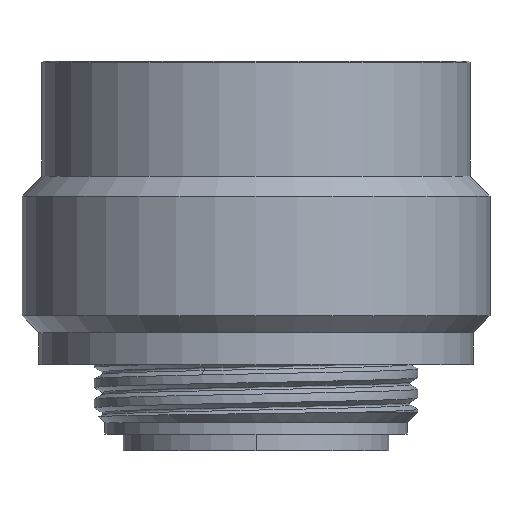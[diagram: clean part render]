
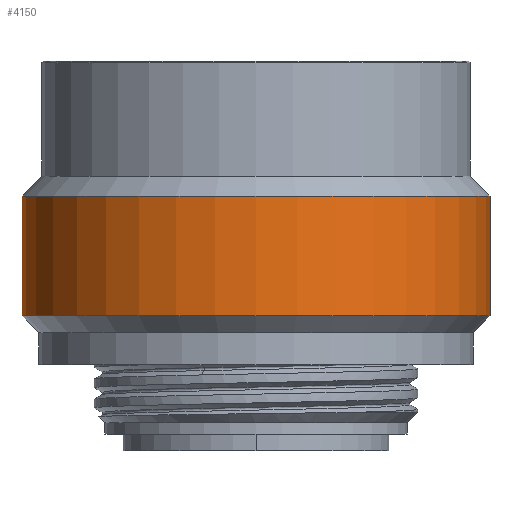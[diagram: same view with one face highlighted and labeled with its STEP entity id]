
A CAD part, front view. The second image highlights one B-rep face of the part: STEP entity #4150.
In plain terms, the highlighted cylindrical face has radius 14.65 mm (diameter 29.3 mm), a partial arc.
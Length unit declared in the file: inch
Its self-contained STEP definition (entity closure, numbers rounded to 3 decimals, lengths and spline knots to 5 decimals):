
#580=DIRECTION('',(0.,0.,-1.));
#581=VECTOR('',#580,0.29528);
#582=CARTESIAN_POINT('',(0.57677,0.,0.06299));
#583=LINE('',#582,#581);
#584=DIRECTION('',(0.,0.,-1.));
#585=VECTOR('',#584,0.29528);
#586=CARTESIAN_POINT('',(-0.57677,0.,0.06299));
#587=LINE('',#586,#585);
#588=CARTESIAN_POINT('',(0.,0.,0.06299));
#589=DIRECTION('',(0.,0.,-1.));
#590=DIRECTION('',(1.,0.,0.));
#591=AXIS2_PLACEMENT_3D('',#588,#589,#590);
#611=CARTESIAN_POINT('',(0.,0.,-0.23228));
#612=DIRECTION('',(0.,0.,-1.));
#613=DIRECTION('',(1.,0.,0.));
#614=AXIS2_PLACEMENT_3D('',#611,#612,#613);
#3014=CARTESIAN_POINT('',(0.57677,0.,0.06299));
#3016=VERTEX_POINT('',#3014);
#3017=CARTESIAN_POINT('',(0.57677,0.,-0.23228));
#3018=VERTEX_POINT('',#3017);
#3020=CARTESIAN_POINT('',(-0.57677,0.,0.06299));
#3022=VERTEX_POINT('',#3020);
#3023=CARTESIAN_POINT('',(-0.57677,0.,-0.23228));
#3024=VERTEX_POINT('',#3023);
#4136=CARTESIAN_POINT('',(0.,0.,-0.39327));
#4137=DIRECTION('',(0.,0.,1.));
#4138=DIRECTION('',(-1.,0.,0.));
#4139=AXIS2_PLACEMENT_3D('',#4136,#4137,#4138);
#4140=CYLINDRICAL_SURFACE('',#4139,0.57677);
#4142=ORIENTED_EDGE('',*,*,#4141,.T.);
#4144=ORIENTED_EDGE('',*,*,#4143,.T.);
#4146=ORIENTED_EDGE('',*,*,#4145,.F.);
#4147=ORIENTED_EDGE('',*,*,#4129,.F.);
#4148=EDGE_LOOP('',(#4142,#4144,#4146,#4147));
#4149=FACE_OUTER_BOUND('',#4148,.F.);
#4150=ADVANCED_FACE('',(#4149),#4140,.T.);
#592=CIRCLE('',#591,0.57677);
#615=CIRCLE('',#614,0.57677);
#4129=EDGE_CURVE('',#3016,#3022,#592,.T.);
#4141=EDGE_CURVE('',#3016,#3018,#583,.T.);
#4143=EDGE_CURVE('',#3018,#3024,#615,.T.);
#4145=EDGE_CURVE('',#3022,#3024,#587,.T.);
